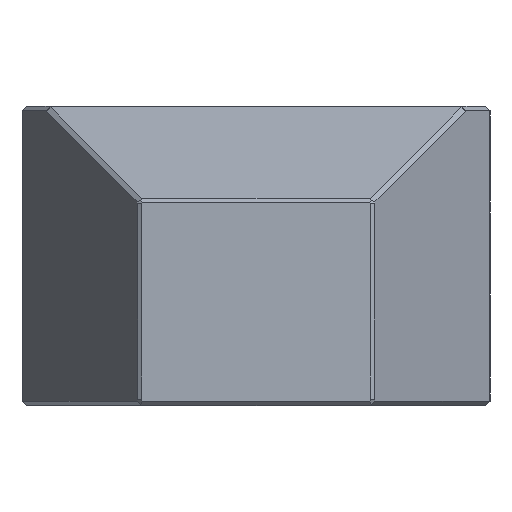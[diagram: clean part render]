
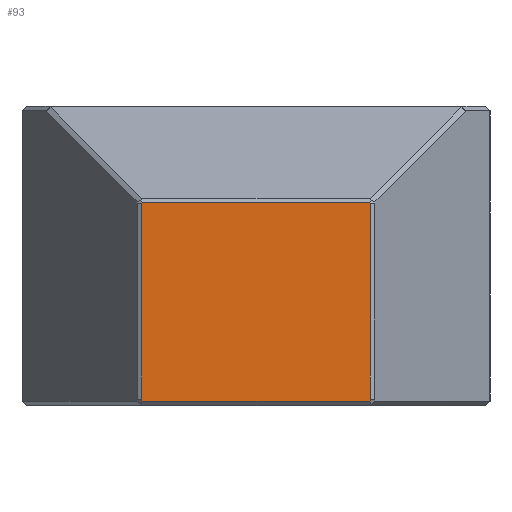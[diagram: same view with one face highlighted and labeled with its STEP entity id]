
A CAD part, left-side view. The second image highlights one B-rep face of the part: STEP entity #93.
In plain terms, the highlighted planar face has unit normal (-1, 0, 0).
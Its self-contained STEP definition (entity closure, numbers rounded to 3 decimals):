
#93 = ADVANCED_FACE( '', ( #190 ), #191, .T. );
#190 = FACE_OUTER_BOUND( '', #346, .T. );
#191 = PLANE( '', #347 );
#346 = EDGE_LOOP( '', ( #670, #671, #672, #673, #674, #675, #676, #677 ) );
#347 = AXIS2_PLACEMENT_3D( '', #678, #679, #680 );
#670 = ORIENTED_EDGE( '', *, *, #1250, .T. );
#671 = ORIENTED_EDGE( '', *, *, #1251, .T. );
#672 = ORIENTED_EDGE( '', *, *, #1252, .T. );
#673 = ORIENTED_EDGE( '', *, *, #1253, .T. );
#674 = ORIENTED_EDGE( '', *, *, #1254, .T. );
#675 = ORIENTED_EDGE( '', *, *, #1255, .T. );
#676 = ORIENTED_EDGE( '', *, *, #1256, .T. );
#677 = ORIENTED_EDGE( '', *, *, #1257, .T. );
#678 = CARTESIAN_POINT( '', ( -53., -25., 0. ) );
#679 = DIRECTION( '', ( -1., 0., 0. ) );
#680 = DIRECTION( '', ( 0., 0., 1. ) );
#1250 = EDGE_CURVE( '', #1566, #1567, #1568, .T. );
#1251 = EDGE_CURVE( '', #1567, #1569, #1570, .T. );
#1252 = EDGE_CURVE( '', #1569, #1571, #1572, .T. );
#1253 = EDGE_CURVE( '', #1571, #1573, #1574, .T. );
#1254 = EDGE_CURVE( '', #1573, #1575, #1576, .T. );
#1255 = EDGE_CURVE( '', #1575, #1577, #1578, .T. );
#1256 = EDGE_CURVE( '', #1577, #1579, #1580, .T. );
#1257 = EDGE_CURVE( '', #1579, #1566, #1581, .T. );
#1566 = VERTEX_POINT( '', #2040 );
#1567 = VERTEX_POINT( '', #2041 );
#1568 = LINE( '', #2042, #2043 );
#1569 = VERTEX_POINT( '', #2044 );
#1570 = LINE( '', #2045, #2046 );
#1571 = VERTEX_POINT( '', #2047 );
#1572 = LINE( '', #2048, #2049 );
#1573 = VERTEX_POINT( '', #2050 );
#1574 = LINE( '', #2051, #2052 );
#1575 = VERTEX_POINT( '', #2053 );
#1576 = LINE( '', #2054, #2055 );
#1577 = VERTEX_POINT( '', #2056 );
#1578 = LINE( '', #2057, #2058 );
#1579 = VERTEX_POINT( '', #2059 );
#1580 = LINE( '', #2060, #2061 );
#1581 = LINE( '', #2062, #2063 );
#2040 = CARTESIAN_POINT( '', ( -53., -12.173, 21.711 ) );
#2041 = CARTESIAN_POINT( '', ( -53., 12.173, 21.711 ) );
#2042 = CARTESIAN_POINT( '', ( -53., -25., 21.711 ) );
#2043 = VECTOR( '', #2400, 1000. );
#2044 = CARTESIAN_POINT( '', ( -53., 12.211, 21.644 ) );
#2045 = CARTESIAN_POINT( '', ( -53., 12.281, 21.524 ) );
#2046 = VECTOR( '', #2401, 1000. );
#2047 = CARTESIAN_POINT( '', ( -53., 12.211, 0.604 ) );
#2048 = CARTESIAN_POINT( '', ( -53., 12.211, 0. ) );
#2049 = VECTOR( '', #2402, 1000. );
#2050 = CARTESIAN_POINT( '', ( -53., 12.127, 0.5 ) );
#2051 = CARTESIAN_POINT( '', ( -53., -2.969, -17.988 ) );
#2052 = VECTOR( '', #2403, 1000. );
#2053 = CARTESIAN_POINT( '', ( -53., -12.127, 0.5 ) );
#2054 = CARTESIAN_POINT( '', ( -53., -25., 0.5 ) );
#2055 = VECTOR( '', #2404, 1000. );
#2056 = CARTESIAN_POINT( '', ( -53., -12.211, 0.604 ) );
#2057 = CARTESIAN_POINT( '', ( -53., -17.031, 6.507 ) );
#2058 = VECTOR( '', #2405, 1000. );
#2059 = CARTESIAN_POINT( '', ( -53., -12.211, 21.644 ) );
#2060 = CARTESIAN_POINT( '', ( -53., -12.211, 0. ) );
#2061 = VECTOR( '', #2406, 1000. );
#2062 = CARTESIAN_POINT( '', ( -53., -24.781, -0.127 ) );
#2063 = VECTOR( '', #2407, 1000. );
#2400 = DIRECTION( '', ( 0., 1., 0. ) );
#2401 = DIRECTION( '', ( 0., 0.5, -0.866 ) );
#2402 = DIRECTION( '', ( 0., 0., -1. ) );
#2403 = DIRECTION( '', ( 0., -0.632, -0.775 ) );
#2404 = DIRECTION( '', ( 0., -1., 0. ) );
#2405 = DIRECTION( '', ( 0., -0.632, 0.775 ) );
#2406 = DIRECTION( '', ( 0., 0., 1. ) );
#2407 = DIRECTION( '', ( 0., 0.5, 0.866 ) );
